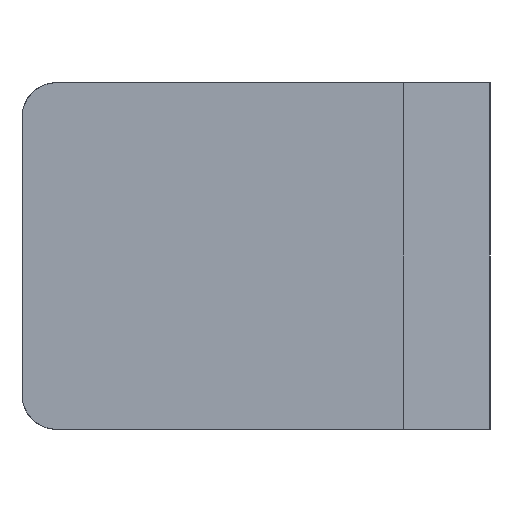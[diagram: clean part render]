
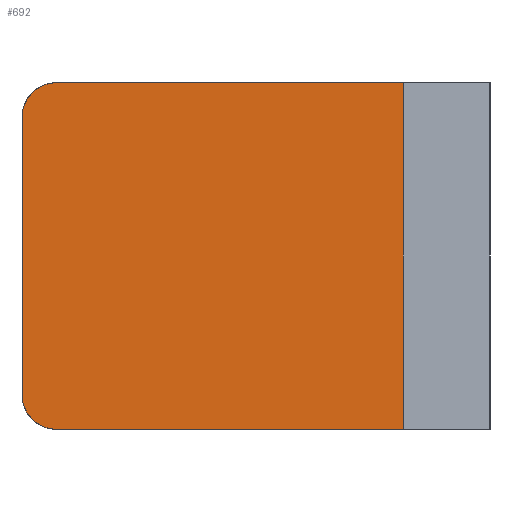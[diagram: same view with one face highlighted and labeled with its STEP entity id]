
A CAD part, left-side view. The second image highlights one B-rep face of the part: STEP entity #692.
In plain terms, the highlighted planar face has unit normal (-1, 0, 0).
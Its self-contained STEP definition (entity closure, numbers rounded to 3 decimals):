
#4 = CARTESIAN_POINT ( 'NONE',  ( -18.5, -12.985, -10. ) ) ;
#24 = CARTESIAN_POINT ( 'NONE',  ( -18.5, 9.015, 10. ) ) ;
#39 = ORIENTED_EDGE ( 'NONE', *, *, #494, .F. ) ;
#50 = ORIENTED_EDGE ( 'NONE', *, *, #504, .T. ) ;
#56 = CARTESIAN_POINT ( 'NONE',  ( -18.5, 7.015, 10. ) ) ;
#60 = VECTOR ( 'NONE', #601, 1000. ) ;
#61 = EDGE_CURVE ( 'NONE', #693, #547, #221, .T. ) ;
#74 = DIRECTION ( 'NONE',  ( 0., -1., 0. ) ) ;
#107 = DIRECTION ( 'NONE',  ( 0., 0., 1. ) ) ;
#109 = LINE ( 'NONE', #349, #60 ) ;
#117 = EDGE_LOOP ( 'NONE', ( #39, #359, #278, #50, #746, #591 ) ) ;
#174 = CARTESIAN_POINT ( 'NONE',  ( -18.5, 7.015, -10. ) ) ;
#181 = DIRECTION ( 'NONE',  ( 1., 0., 0. ) ) ;
#216 = CARTESIAN_POINT ( 'NONE',  ( -18.5, 7.015, -8. ) ) ;
#221 = CIRCLE ( 'NONE', #599, 2. ) ;
#247 = PLANE ( 'NONE',  #476 ) ;
#278 = ORIENTED_EDGE ( 'NONE', *, *, #294, .T. ) ;
#291 = CARTESIAN_POINT ( 'NONE',  ( -18.5, -12.985, 10. ) ) ;
#293 = LINE ( 'NONE', #618, #463 ) ;
#294 = EDGE_CURVE ( 'NONE', #547, #431, #704, .T. ) ;
#326 = DIRECTION ( 'NONE',  ( 0., 0., -1. ) ) ;
#336 = DIRECTION ( 'NONE',  ( -1., 0., 0. ) ) ;
#349 = CARTESIAN_POINT ( 'NONE',  ( -18.5, 9.015, 10. ) ) ;
#359 = ORIENTED_EDGE ( 'NONE', *, *, #61, .T. ) ;
#381 = VERTEX_POINT ( 'NONE', #174 ) ;
#431 = VERTEX_POINT ( 'NONE', #432 ) ;
#432 = CARTESIAN_POINT ( 'NONE',  ( -18.5, 9.015, -8. ) ) ;
#458 = CARTESIAN_POINT ( 'NONE',  ( -18.5, 7.015, 8. ) ) ;
#463 = VECTOR ( 'NONE', #107, 1000. ) ;
#464 = DIRECTION ( 'NONE',  ( 0., 0., -1. ) ) ;
#476 = AXIS2_PLACEMENT_3D ( 'NONE', #556, #181, #608 ) ;
#488 = VECTOR ( 'NONE', #74, 1000. ) ;
#494 = EDGE_CURVE ( 'NONE', #693, #496, #109, .T. ) ;
#496 = VERTEX_POINT ( 'NONE', #291 ) ;
#504 = EDGE_CURVE ( 'NONE', #431, #381, #699, .T. ) ;
#507 = VERTEX_POINT ( 'NONE', #4 ) ;
#524 = DIRECTION ( 'NONE',  ( 0., 0., -1. ) ) ;
#538 = EDGE_CURVE ( 'NONE', #381, #507, #679, .T. ) ;
#547 = VERTEX_POINT ( 'NONE', #777 ) ;
#556 = CARTESIAN_POINT ( 'NONE',  ( -18.5, 9.015, 10. ) ) ;
#591 = ORIENTED_EDGE ( 'NONE', *, *, #696, .T. ) ;
#599 = AXIS2_PLACEMENT_3D ( 'NONE', #458, #604, #326 ) ;
#601 = DIRECTION ( 'NONE',  ( 0., -1., 0. ) ) ;
#604 = DIRECTION ( 'NONE',  ( -1., 0., 0. ) ) ;
#608 = DIRECTION ( 'NONE',  ( 0., 0., -1. ) ) ;
#618 = CARTESIAN_POINT ( 'NONE',  ( -18.5, -12.985, 10. ) ) ;
#625 = CARTESIAN_POINT ( 'NONE',  ( -18.5, 9.015, -10. ) ) ;
#648 = AXIS2_PLACEMENT_3D ( 'NONE', #216, #336, #464 ) ;
#679 = LINE ( 'NONE', #625, #488 ) ;
#692 = ADVANCED_FACE ( 'NONE', ( #793 ), #247, .F. ) ;
#693 = VERTEX_POINT ( 'NONE', #56 ) ;
#696 = EDGE_CURVE ( 'NONE', #507, #496, #293, .T. ) ;
#699 = CIRCLE ( 'NONE', #648, 2. ) ;
#704 = LINE ( 'NONE', #24, #797 ) ;
#746 = ORIENTED_EDGE ( 'NONE', *, *, #538, .T. ) ;
#777 = CARTESIAN_POINT ( 'NONE',  ( -18.5, 9.015, 8. ) ) ;
#793 = FACE_OUTER_BOUND ( 'NONE', #117, .T. ) ;
#797 = VECTOR ( 'NONE', #524, 1000. ) ;
